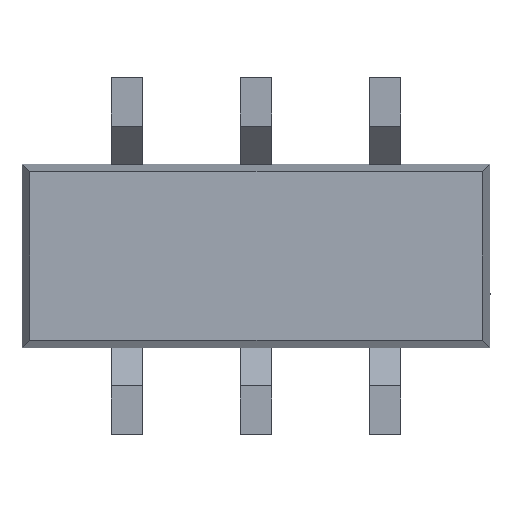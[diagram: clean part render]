
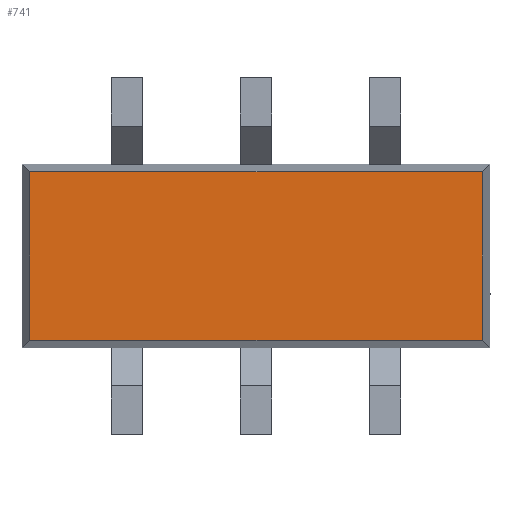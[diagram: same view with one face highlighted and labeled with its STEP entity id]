
A CAD part, front view. The second image highlights one B-rep face of the part: STEP entity #741.
In plain terms, the highlighted planar face has unit normal (0, -1, 0).
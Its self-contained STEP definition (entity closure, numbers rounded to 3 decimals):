
#48 = VERTEX_POINT ( 'NONE', #806 ) ;
#110 = VECTOR ( 'NONE', #2688, 1000. ) ;
#113 = ORIENTED_EDGE ( 'NONE', *, *, #1761, .F. ) ;
#208 = CARTESIAN_POINT ( 'NONE',  ( 0.15, 0., -3.4 ) ) ;
#309 = DIRECTION ( 'NONE',  ( 1., 0., 0. ) ) ;
#359 = VECTOR ( 'NONE', #2446, 1000. ) ;
#385 = CARTESIAN_POINT ( 'NONE',  ( 0.15, 0., -0.15 ) ) ;
#451 = CARTESIAN_POINT ( 'NONE',  ( 0.15, 0., -1.775 ) ) ;
#596 = ORIENTED_EDGE ( 'NONE', *, *, #2629, .F. ) ;
#684 = CARTESIAN_POINT ( 'NONE',  ( 8.9, 0., -3.4 ) ) ;
#737 = CARTESIAN_POINT ( 'NONE',  ( 8.9, 0., -1.775 ) ) ;
#741 = ADVANCED_FACE ( 'NONE', ( #1538 ), #2599, .F. ) ;
#806 = CARTESIAN_POINT ( 'NONE',  ( 8.9, 0., -0.15 ) ) ;
#822 = DIRECTION ( 'NONE',  ( 0., 1., 0. ) ) ;
#1063 = VERTEX_POINT ( 'NONE', #385 ) ;
#1165 = EDGE_CURVE ( 'NONE', #2007, #2627, #2252, .T. ) ;
#1169 = LINE ( 'NONE', #451, #1890 ) ;
#1240 = LINE ( 'NONE', #2321, #2751 ) ;
#1538 = FACE_OUTER_BOUND ( 'NONE', #2059, .T. ) ;
#1597 = ORIENTED_EDGE ( 'NONE', *, *, #1165, .F. ) ;
#1761 = EDGE_CURVE ( 'NONE', #48, #2007, #2269, .T. ) ;
#1770 = CARTESIAN_POINT ( 'NONE',  ( 4.525, 0., -3.4 ) ) ;
#1890 = VECTOR ( 'NONE', #2031, 1000. ) ;
#2007 = VERTEX_POINT ( 'NONE', #684 ) ;
#2031 = DIRECTION ( 'NONE',  ( 0., 0., 1. ) ) ;
#2040 = EDGE_CURVE ( 'NONE', #1063, #48, #1240, .T. ) ;
#2059 = EDGE_LOOP ( 'NONE', ( #113, #2370, #596, #1597 ) ) ;
#2144 = CARTESIAN_POINT ( 'NONE',  ( -0.025, 0., -0.085 ) ) ;
#2186 = DIRECTION ( 'NONE',  ( 1., 0., 0. ) ) ;
#2252 = LINE ( 'NONE', #1770, #359 ) ;
#2269 = LINE ( 'NONE', #737, #110 ) ;
#2321 = CARTESIAN_POINT ( 'NONE',  ( 4.525, 0., -0.15 ) ) ;
#2370 = ORIENTED_EDGE ( 'NONE', *, *, #2040, .F. ) ;
#2446 = DIRECTION ( 'NONE',  ( -1., 0., 0. ) ) ;
#2546 = AXIS2_PLACEMENT_3D ( 'NONE', #2144, #822, #2186 ) ;
#2599 = PLANE ( 'NONE',  #2546 ) ;
#2627 = VERTEX_POINT ( 'NONE', #208 ) ;
#2629 = EDGE_CURVE ( 'NONE', #2627, #1063, #1169, .T. ) ;
#2688 = DIRECTION ( 'NONE',  ( 0., 0., -1. ) ) ;
#2751 = VECTOR ( 'NONE', #309, 1000. ) ;
